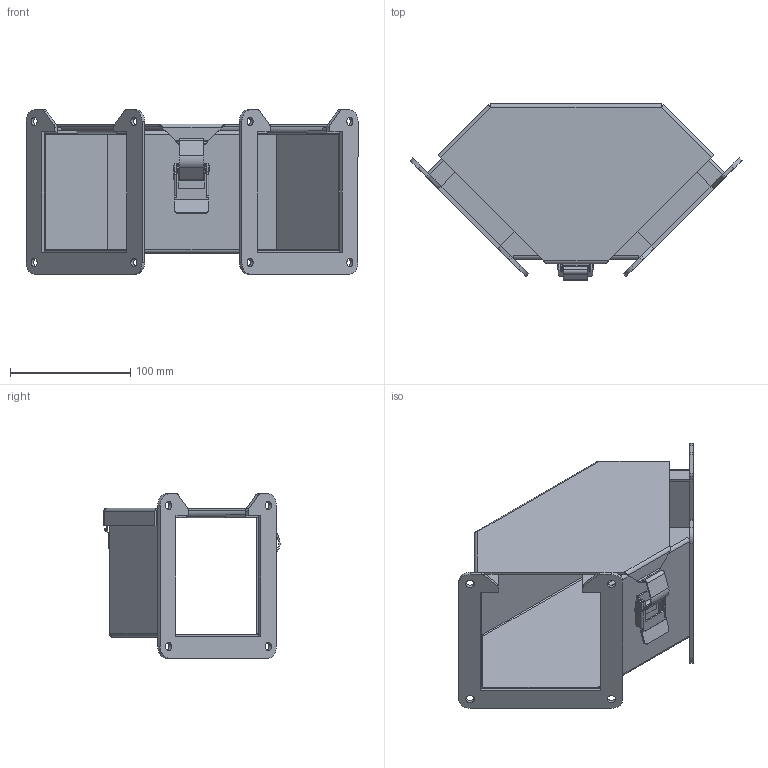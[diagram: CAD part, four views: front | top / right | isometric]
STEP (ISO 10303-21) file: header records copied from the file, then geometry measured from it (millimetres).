
FILE_DESCRIPTION (( 'STEP AP203' ), '1' );
FILE_NAME ('1485C9N.step', '2020-11-19T14:31:59', ( 'ADC123' ), ( 'Microsoft' ), 'SwSTEP 2.0', 'SolidWorks 2019', '' );
FILE_SCHEMA (( 'CONFIG_CONTROL_DESIGN' ));
Length unit declared in the file: inch
Products named in the file (1): 1485C9N
Bounding box: 276.16 x 146.69 x 136.53 mm (x, y, z)
Volume: 253067.8 mm3; surface area: 255785.2 mm2
Topology: 11 solids, 11 shells, 382 faces, 985 edges, 630 vertices
Faces by surface type: plane 218, cylinder 140, bspline 24
Full cylindrical faces by diameter (mm): 1.143 x1, 3.175 x1, 3.302 x2, 3.969 x2, 4.166 x2, 4.763 x3, 7.137 x8
Entity records: 12358 total; most frequent: CARTESIAN_POINT 3068, ORIENTED_EDGE 1922, DIRECTION 1852, EDGE_CURVE 961, VECTOR 668, LINE 668, VERTEX_POINT 627, AXIS2_PLACEMENT_3D 592
